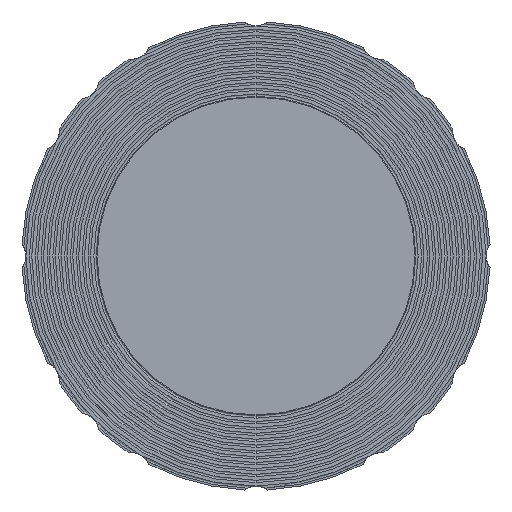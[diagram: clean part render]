
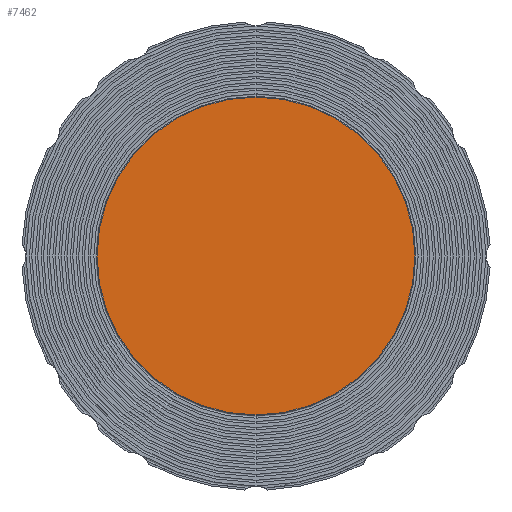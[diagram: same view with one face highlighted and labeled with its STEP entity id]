
A CAD part, front view. The second image highlights one B-rep face of the part: STEP entity #7462.
In plain terms, the highlighted planar face has unit normal (0, -1, 0).
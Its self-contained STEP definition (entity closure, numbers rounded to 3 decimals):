
#1732 = DIRECTION ( 'NONE',  ( 0., -1., 0. ) ) ;
#3076 = DIRECTION ( 'NONE',  ( 1., 0., 0. ) ) ;
#3418 = AXIS2_PLACEMENT_3D ( 'NONE', #13836, #1732, #3962 ) ;
#3764 = EDGE_CURVE ( 'NONE', #8198, #8414, #13926, .T. ) ;
#3863 = CARTESIAN_POINT ( 'NONE',  ( -95., 18., 0. ) ) ;
#3962 = DIRECTION ( 'NONE',  ( 0., 0., -1. ) ) ;
#6652 = DIRECTION ( 'NONE',  ( 0., -1., 0. ) ) ;
#7153 = PLANE ( 'NONE',  #12877 ) ;
#7226 = FACE_OUTER_BOUND ( 'NONE', #8435, .T. ) ;
#7462 = ADVANCED_FACE ( 'NONE', ( #7226 ), #7153, .F. ) ;
#7577 = ORIENTED_EDGE ( 'NONE', *, *, #8798, .T. ) ;
#8198 = VERTEX_POINT ( 'NONE', #9328 ) ;
#8414 = VERTEX_POINT ( 'NONE', #12039 ) ;
#8435 = EDGE_LOOP ( 'NONE', ( #9893, #7577 ) ) ;
#8733 = CARTESIAN_POINT ( 'NONE',  ( 0., 18., 0. ) ) ;
#8798 = EDGE_CURVE ( 'NONE', #8414, #8198, #11597, .T. ) ;
#9328 = CARTESIAN_POINT ( 'NONE',  ( 0., 18., -95. ) ) ;
#9893 = ORIENTED_EDGE ( 'NONE', *, *, #3764, .T. ) ;
#10379 = DIRECTION ( 'NONE',  ( 0., 1., 0. ) ) ;
#10932 = AXIS2_PLACEMENT_3D ( 'NONE', #8733, #6652, #12021 ) ;
#11597 = CIRCLE ( 'NONE', #10932, 95. ) ;
#12021 = DIRECTION ( 'NONE',  ( 0., 0., -1. ) ) ;
#12039 = CARTESIAN_POINT ( 'NONE',  ( 0., 18., 95. ) ) ;
#12877 = AXIS2_PLACEMENT_3D ( 'NONE', #3863, #10379, #3076 ) ;
#13836 = CARTESIAN_POINT ( 'NONE',  ( 0., 18., 0. ) ) ;
#13926 = CIRCLE ( 'NONE', #3418, 95. ) ;
